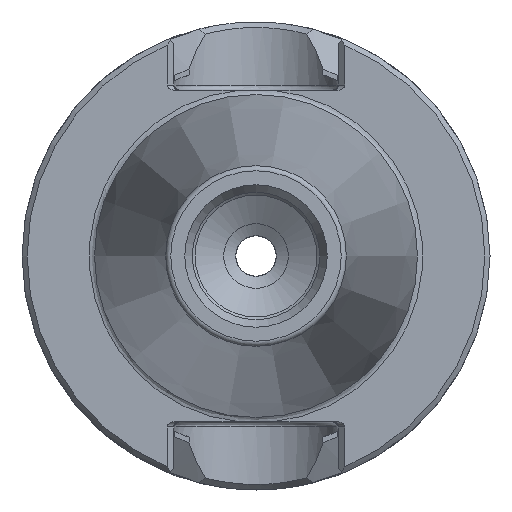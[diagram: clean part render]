
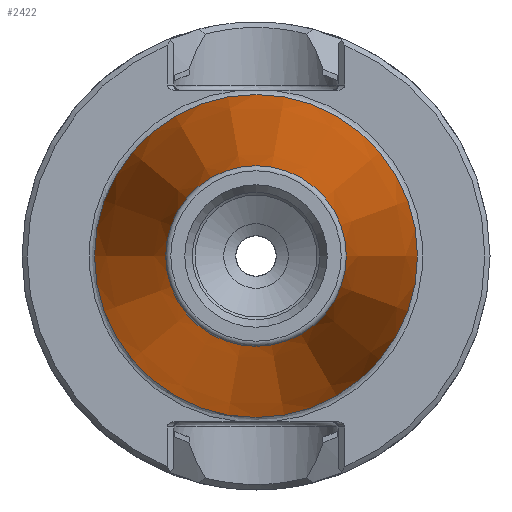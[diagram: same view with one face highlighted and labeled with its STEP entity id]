
A CAD part, left-side view. The second image highlights one B-rep face of the part: STEP entity #2422.
In plain terms, the highlighted conical face has half-angle 8.297 degrees and reference radius 12.345 mm.
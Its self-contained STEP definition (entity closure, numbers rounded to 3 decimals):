
#2217=CARTESIAN_POINT('',(0.0,15.875,0.0));
#2218=VERTEX_POINT('',#2217);
#2219=CARTESIAN_POINT('',(0.0,0.0,0.0));
#2220=DIRECTION('',(1.0,0.0,0.0));
#2221=DIRECTION('',(0.0,1.0,0.0));
#2222=AXIS2_PLACEMENT_3D('',#2219,#2220,#2221);
#2223=CIRCLE('',#2222,15.875);
#2224=EDGE_CURVE('',#2218,#2218,#2223,.T.);
#2387=CARTESIAN_POINT('',(-47.978,8.878,0.));
#2388=VERTEX_POINT('',#2387);
#2389=CARTESIAN_POINT('',(-47.978,0.0,0.));
#2390=DIRECTION('',(-1.0,0.0,0.0));
#2391=DIRECTION('',(0.0,-1.0,0.0));
#2392=AXIS2_PLACEMENT_3D('',#2389,#2390,#2391);
#2393=CIRCLE('',#2392,8.878);
#2394=EDGE_CURVE('',#2388,#2388,#2393,.T.);
#2411=CARTESIAN_POINT('',(-24.206,0.0,0.0));
#2412=DIRECTION('',(1.0,0.0,0.0));
#2413=DIRECTION('',(0.0,1.0,0.0));
#2414=AXIS2_PLACEMENT_3D('',#2411,#2412,#2413);
#2415=CONICAL_SURFACE('',#2414,12.345,8.297);
#2416=ORIENTED_EDGE('',*,*,#2224,.F.);
#2417=EDGE_LOOP('',(#2416));
#2418=FACE_OUTER_BOUND('',#2417,.T.);
#2419=ORIENTED_EDGE('',*,*,#2394,.F.);
#2420=EDGE_LOOP('',(#2419));
#2421=FACE_BOUND('',#2420,.T.);
#2422=ADVANCED_FACE('',(#2418,#2421),#2415,.T.);
